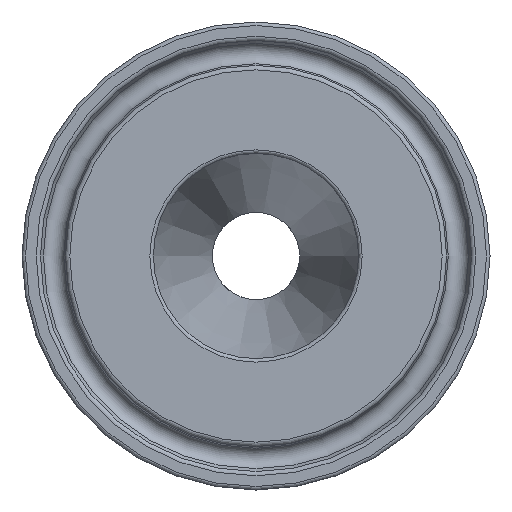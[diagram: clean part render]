
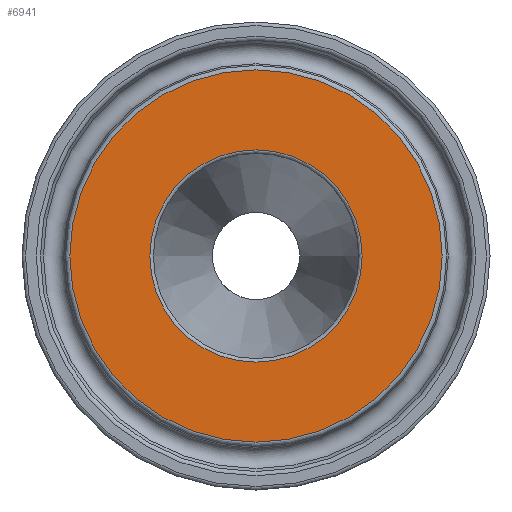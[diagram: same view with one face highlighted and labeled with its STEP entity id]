
A CAD part, left-side view. The second image highlights one B-rep face of the part: STEP entity #6941.
In plain terms, the highlighted planar face has unit normal (-1, 0, 0).
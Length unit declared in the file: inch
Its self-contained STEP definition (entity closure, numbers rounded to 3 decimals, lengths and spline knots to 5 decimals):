
#124=FACE_BOUND('',#1283,.T.);
#291=PLANE('',#7327);
#849=FACE_OUTER_BOUND('',#1282,.T.);
#1282=EDGE_LOOP('',(#6460));
#1283=EDGE_LOOP('',(#6461));
#2362=CIRCLE('',#7326,0.45);
#2363=CIRCLE('',#7328,0.78916);
#3412=VERTEX_POINT('',#15217);
#3413=VERTEX_POINT('',#15220);
#4432=EDGE_CURVE('',#3412,#3412,#2362,.T.);
#4433=EDGE_CURVE('',#3413,#3413,#2363,.T.);
#6460=ORIENTED_EDGE('',*,*,#4433,.F.);
#6461=ORIENTED_EDGE('',*,*,#4432,.F.);
#6941=ADVANCED_FACE('',(#849,#124),#291,.T.);
#7326=AXIS2_PLACEMENT_3D('',#15218,#8552,#8553);
#7327=AXIS2_PLACEMENT_3D('',#15219,#8554,#8555);
#7328=AXIS2_PLACEMENT_3D('',#15221,#8556,#8557);
#8552=DIRECTION('center_axis',(-1.,0.,0.));
#8553=DIRECTION('ref_axis',(0.,-1.,0.));
#8554=DIRECTION('center_axis',(-1.,0.,0.));
#8555=DIRECTION('ref_axis',(0.,0.,1.));
#8556=DIRECTION('center_axis',(1.,0.,0.));
#8557=DIRECTION('ref_axis',(0.,-1.,0.));
#15217=CARTESIAN_POINT('',(0.,0.45,0.));
#15218=CARTESIAN_POINT('Origin',(0.,0.,0.));
#15219=CARTESIAN_POINT('Origin',(0.,0.80316,0.));
#15220=CARTESIAN_POINT('',(0.,0.78916,0.));
#15221=CARTESIAN_POINT('Origin',(0.,0.,0.));
